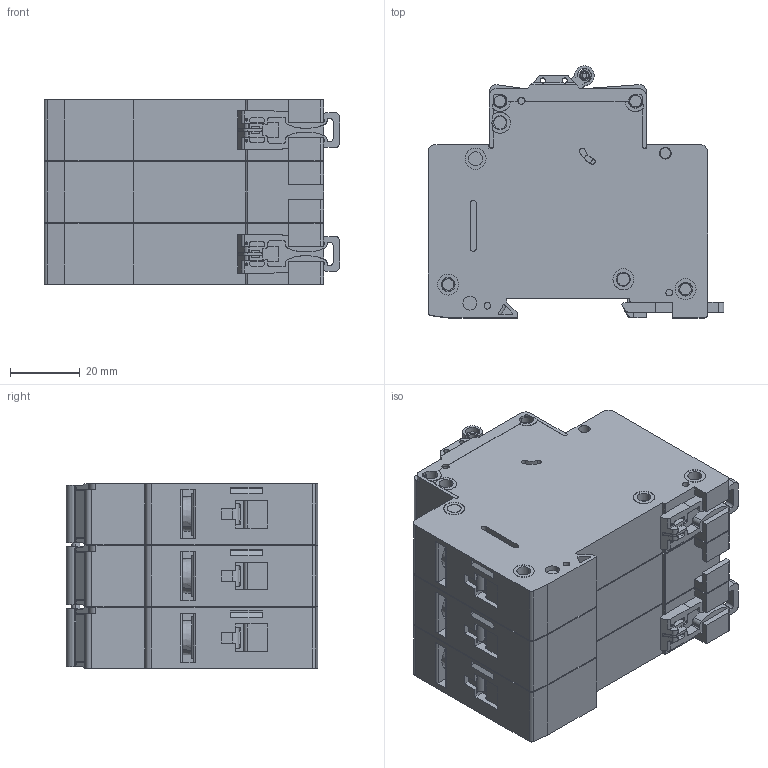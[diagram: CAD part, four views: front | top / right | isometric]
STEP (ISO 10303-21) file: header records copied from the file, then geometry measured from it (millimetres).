
FILE_DESCRIPTION(('OneSpaceDesigner STEP Export'),'2;1');
FILE_NAME('ls9003-UNI-C-3D-Dummy.stp','2009-11-18T17:18:14',(''),(''),'OneSpace Designer STEP processor for AP214 (Solid Model)','OneSpace Modeling 15.50B 03-Nov-2007 (C) CoCreate Software GmbH','');
FILE_SCHEMA(('AUTOMOTIVE_DESIGN { 1 0 10303 214 1 1 1 1 }'));
Products named in the file (2): ls9003-UNI-C-3D-Dummy
Assembly tree (1 placements, depth 2):
  ls9003-UNI-C-3D-Dummy
    ls9003-UNI-C-3D-Dummy
Bounding box: 84.7 x 72.06 x 53.1 mm (x, y, z)
Volume: 223318.3 mm3; surface area: 57051.1 mm2
Topology: 1 solids, 1 shells, 2497 faces, 7097 edges, 4618 vertices
Faces by surface type: plane 1515, cylinder 772, cone 121, torus 54, sphere 32, bspline 3
Entity records: 83486 total; most frequent: CARTESIAN_POINT 20866, ORIENTED_EDGE 14130, DIRECTION 11904, EDGE_CURVE 7065, VERTEX_POINT 4618, VECTOR 4470, LINE 4470, AXIS2_PLACEMENT_3D 3717
